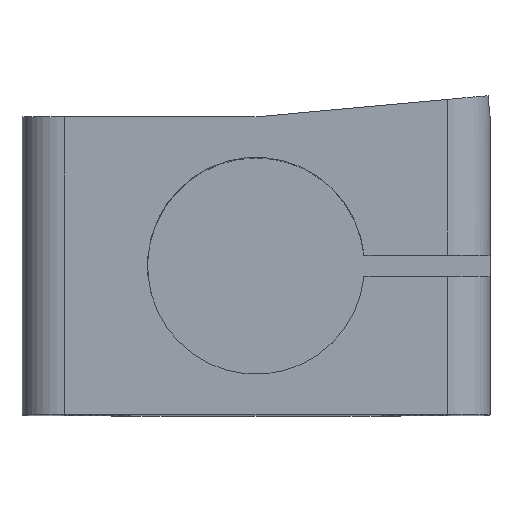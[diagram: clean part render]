
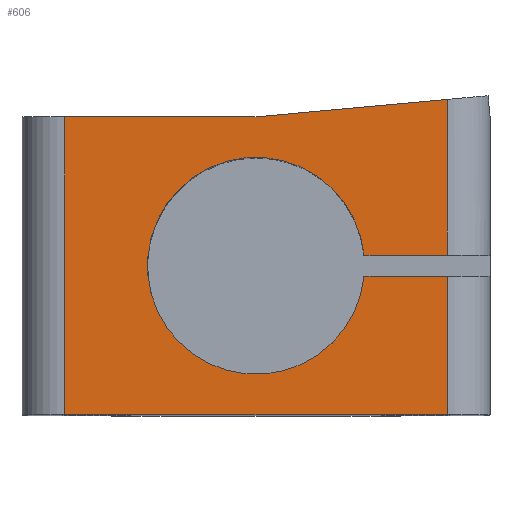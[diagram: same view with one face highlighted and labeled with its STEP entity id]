
A CAD part, top view. The second image highlights one B-rep face of the part: STEP entity #606.
In plain terms, the highlighted planar face has unit normal (0, 0, 1).
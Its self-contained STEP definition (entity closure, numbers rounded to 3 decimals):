
#8 = CARTESIAN_POINT ( 'NONE',  ( 5.075, 7.5, 11. ) ) ;
#35 = DIRECTION ( 'NONE',  ( 1., 0., 0. ) ) ;
#42 = CARTESIAN_POINT ( 'NONE',  ( -9., 14., 11. ) ) ;
#46 = DIRECTION ( 'NONE',  ( 1., 0., 0. ) ) ;
#49 = CARTESIAN_POINT ( 'NONE',  ( 0., 14., 11. ) ) ;
#60 = DIRECTION ( 'NONE',  ( -0.996, -0.091, 0. ) ) ;
#62 = DIRECTION ( 'NONE',  ( 0., -1., 0. ) ) ;
#63 = EDGE_CURVE ( 'NONE', #854, #183, #883, .T. ) ;
#64 = ORIENTED_EDGE ( 'NONE', *, *, #304, .T. ) ;
#69 = FACE_OUTER_BOUND ( 'NONE', #953, .T. ) ;
#86 = ORIENTED_EDGE ( 'NONE', *, *, #1061, .T. ) ;
#96 = AXIS2_PLACEMENT_3D ( 'NONE', #713, #534, #46 ) ;
#101 = LINE ( 'NONE', #666, #416 ) ;
#107 = CARTESIAN_POINT ( 'NONE',  ( -11., 14., 11. ) ) ;
#123 = CARTESIAN_POINT ( 'NONE',  ( 11., 6.5, 11. ) ) ;
#124 = VERTEX_POINT ( 'NONE', #248 ) ;
#131 = EDGE_CURVE ( 'NONE', #683, #181, #633, .T. ) ;
#137 = CARTESIAN_POINT ( 'NONE',  ( 9., 6.5, 11. ) ) ;
#160 = VERTEX_POINT ( 'NONE', #243 ) ;
#172 = VECTOR ( 'NONE', #750, 1000. ) ;
#181 = VERTEX_POINT ( 'NONE', #730 ) ;
#183 = VERTEX_POINT ( 'NONE', #137 ) ;
#185 = CARTESIAN_POINT ( 'NONE',  ( -11., 14., 11. ) ) ;
#243 = CARTESIAN_POINT ( 'NONE',  ( 9., 14.822, 11. ) ) ;
#248 = CARTESIAN_POINT ( 'NONE',  ( 9., 7.5, 11. ) ) ;
#260 = VERTEX_POINT ( 'NONE', #852 ) ;
#304 = EDGE_CURVE ( 'NONE', #181, #1245, #660, .T. ) ;
#360 = AXIS2_PLACEMENT_3D ( 'NONE', #185, #573, #560 ) ;
#364 = CARTESIAN_POINT ( 'NONE',  ( -11., 0., 11. ) ) ;
#371 = LINE ( 'NONE', #567, #1014 ) ;
#393 = CARTESIAN_POINT ( 'NONE',  ( -9., 14., 11. ) ) ;
#416 = VECTOR ( 'NONE', #778, 1000. ) ;
#458 = PLANE ( 'NONE',  #360 ) ;
#495 = EDGE_CURVE ( 'NONE', #124, #160, #371, .T. ) ;
#533 = CARTESIAN_POINT ( 'NONE',  ( 9., 0., 11. ) ) ;
#534 = DIRECTION ( 'NONE',  ( 0., 0., 1. ) ) ;
#555 = ORIENTED_EDGE ( 'NONE', *, *, #1156, .T. ) ;
#557 = ORIENTED_EDGE ( 'NONE', *, *, #992, .F. ) ;
#560 = DIRECTION ( 'NONE',  ( -1., 0., 0. ) ) ;
#567 = CARTESIAN_POINT ( 'NONE',  ( 9., 14., 11. ) ) ;
#573 = DIRECTION ( 'NONE',  ( 0., 0., -1. ) ) ;
#577 = LINE ( 'NONE', #107, #1180 ) ;
#579 = VECTOR ( 'NONE', #1198, 1000. ) ;
#585 = VECTOR ( 'NONE', #60, 1000. ) ;
#606 = ADVANCED_FACE ( 'NONE', ( #69 ), #458, .F. ) ;
#621 = CARTESIAN_POINT ( 'NONE',  ( 9., 14., 11. ) ) ;
#633 = LINE ( 'NONE', #42, #657 ) ;
#651 = ORIENTED_EDGE ( 'NONE', *, *, #63, .F. ) ;
#657 = VECTOR ( 'NONE', #62, 1000. ) ;
#660 = LINE ( 'NONE', #364, #172 ) ;
#666 = CARTESIAN_POINT ( 'NONE',  ( 5.075, 7.5, 11. ) ) ;
#676 = DIRECTION ( 'NONE',  ( 0., 1., 0. ) ) ;
#683 = VERTEX_POINT ( 'NONE', #393 ) ;
#698 = CIRCLE ( 'NONE', #96, 5.1 ) ;
#706 = LINE ( 'NONE', #621, #579 ) ;
#713 = CARTESIAN_POINT ( 'NONE',  ( 0., 7., 11. ) ) ;
#718 = CARTESIAN_POINT ( 'NONE',  ( 5.075, 6.5, 11. ) ) ;
#730 = CARTESIAN_POINT ( 'NONE',  ( -9., 0., 11. ) ) ;
#750 = DIRECTION ( 'NONE',  ( 1., 0., 0. ) ) ;
#778 = DIRECTION ( 'NONE',  ( -1., 0., 0. ) ) ;
#785 = DIRECTION ( 'NONE',  ( 1., 0., 0. ) ) ;
#802 = VERTEX_POINT ( 'NONE', #8 ) ;
#829 = EDGE_CURVE ( 'NONE', #802, #854, #698, .T. ) ;
#852 = CARTESIAN_POINT ( 'NONE',  ( 0., 14., 11. ) ) ;
#854 = VERTEX_POINT ( 'NONE', #718 ) ;
#883 = LINE ( 'NONE', #123, #1084 ) ;
#953 = EDGE_LOOP ( 'NONE', ( #1124, #1058, #64, #86, #651, #1034, #557, #1067, #555 ) ) ;
#973 = EDGE_CURVE ( 'NONE', #683, #260, #577, .T. ) ;
#992 = EDGE_CURVE ( 'NONE', #124, #802, #101, .T. ) ;
#1010 = LINE ( 'NONE', #49, #585 ) ;
#1014 = VECTOR ( 'NONE', #676, 1000. ) ;
#1034 = ORIENTED_EDGE ( 'NONE', *, *, #829, .F. ) ;
#1058 = ORIENTED_EDGE ( 'NONE', *, *, #131, .T. ) ;
#1061 = EDGE_CURVE ( 'NONE', #1245, #183, #706, .T. ) ;
#1067 = ORIENTED_EDGE ( 'NONE', *, *, #495, .T. ) ;
#1084 = VECTOR ( 'NONE', #35, 1000. ) ;
#1124 = ORIENTED_EDGE ( 'NONE', *, *, #973, .F. ) ;
#1156 = EDGE_CURVE ( 'NONE', #160, #260, #1010, .T. ) ;
#1180 = VECTOR ( 'NONE', #785, 1000. ) ;
#1198 = DIRECTION ( 'NONE',  ( 0., 1., 0. ) ) ;
#1245 = VERTEX_POINT ( 'NONE', #533 ) ;
